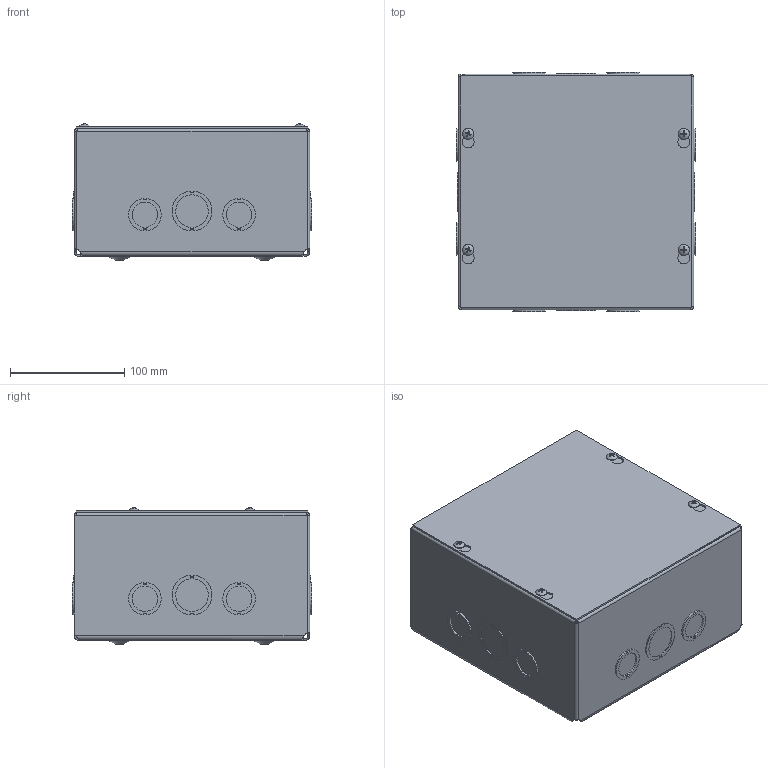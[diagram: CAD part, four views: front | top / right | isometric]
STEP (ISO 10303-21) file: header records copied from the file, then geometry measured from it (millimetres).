
FILE_DESCRIPTION(/* description */ ('BACKS - 8"X8"'),/* implementation_level */ '2;1');
FILE_NAME(/* name */ 'SC080804G.stp',/* time_stamp */ '2015-04-13T22:23:59+06:00',/* author */ ('vdas'),/* organization */ (''),/* preprocessor_version */ 'ST-DEVELOPER v15.2',/* originating_system */ 'Autodesk Inventor 2014',/* authorisation */ '');
FILE_SCHEMA (('AUTOMOTIVE_DESIGN { 1 0 10303 214 3 1 1 }'));
Length unit declared in the file: inch
Products named in the file (5): SC0808GBKP; SC080804GWRA; SC0808GLID; 34056; SC080804G
Bounding box: 209.52 x 209.52 x 119.2 mm (x, y, z)
Volume: 311471.3 mm3; surface area: 408095.7 mm2
Topology: 22 solids, 24 shells, 693 faces, 1681 edges, 1055 vertices
Faces by surface type: plane 397, cylinder 145, cone 48, torus 44, bspline 39, sphere 20
Full cylindrical faces by diameter (mm): 3.759 x4, 4.166 x4, 4.191 x1, 5.803 x1, 7.62 x4, 9.754 x4
Entity records: 18856 total; most frequent: CARTESIAN_POINT 4337, ORIENTED_EDGE 2936, DIRECTION 2696, EDGE_CURVE 1372, LINE 1002, VECTOR 1002, VERTEX_POINT 884, AXIS2_PLACEMENT_3D 847
